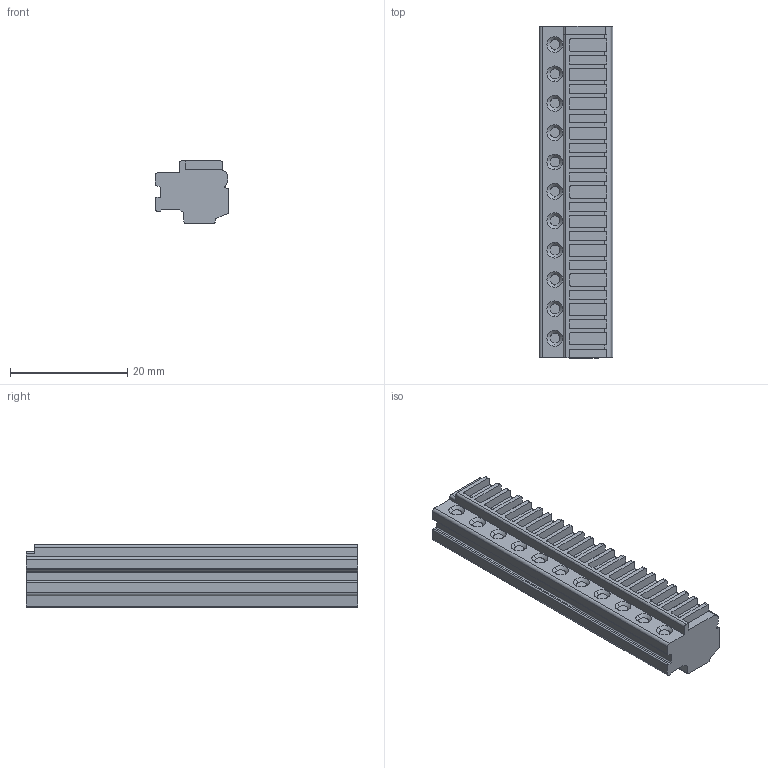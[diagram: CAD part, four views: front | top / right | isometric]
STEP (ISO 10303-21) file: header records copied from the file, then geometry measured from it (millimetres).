
FILE_DESCRIPTION((''),'2;1');
FILE_NAME('ASFD','2024-10-16T10:55:50',('tluser'),(''),'CREO PARAMETRIC BY PTC INC, 2018100','CREO PARAMETRIC BY PTC INC, 2018100','');
FILE_SCHEMA(('CONFIG_CONTROL_DESIGN'));
Length unit declared in the file: millimetre
Products named in the file (1): ASFD
Bounding box: 12.5 x 56.5 x 10.6 mm (x, y, z)
Volume: 5474.1 mm3; surface area: 3375.4 mm2
Topology: 1 solids, 1 shells, 441 faces, 1185 edges, 790 vertices
Faces by surface type: plane 256, cylinder 141, cone 44
Entity records: 14072 total; most frequent: CARTESIAN_POINT 2735, ORIENTED_EDGE 2370, DIRECTION 2349, EDGE_CURVE 1185, VERTEX_POINT 790, AXIS2_PLACEMENT_3D 789, VECTOR 771, LINE 771
